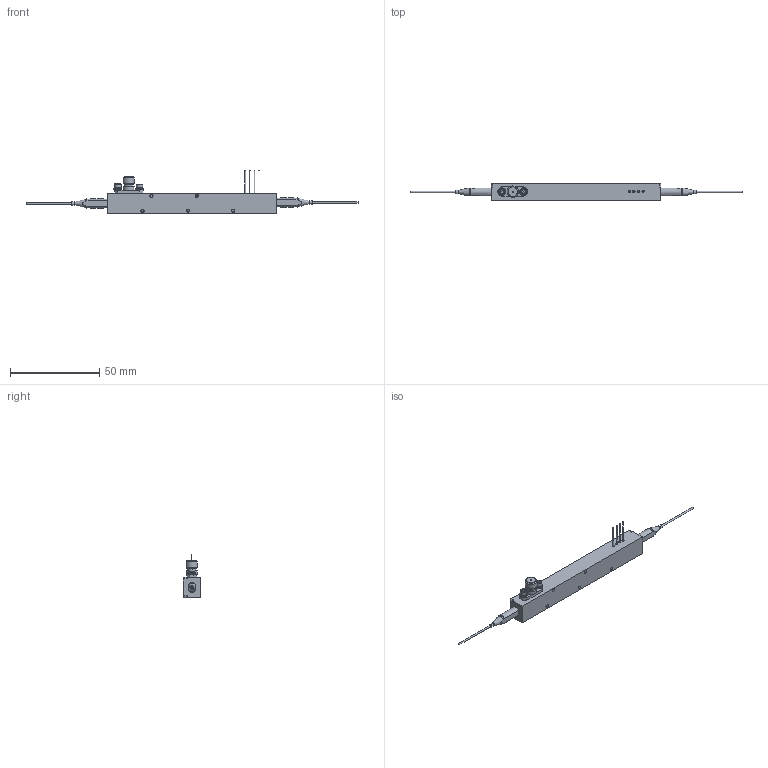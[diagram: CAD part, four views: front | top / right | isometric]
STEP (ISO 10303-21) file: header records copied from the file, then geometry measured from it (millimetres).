
FILE_DESCRIPTION (( 'STEP AP203' ), '1' );
FILE_NAME ('QTN026069-E0W.STEP', '2020-01-22T15:35:56', ( '' ), ( '' ), 'SwSTEP 2.0', 'SolidWorks 2018', '' );
FILE_SCHEMA (( 'CONFIG_CONTROL_DESIGN' ));
Length unit declared in the file: millimetre
Products named in the file (2): QTN026069-E0W
Bounding box: 185.78 x 9.64 x 24.1 mm (x, y, z)
Surface area: 5837.8 mm2 (no closed solid volume)
Topology: 0 solids, 77 shells, 376 faces, 2262 edges, 1951 vertices
Faces by surface type: plane 246, bspline 63, cylinder 34, cone 25, torus 8
Full cylindrical faces by diameter (mm): 0.508 x4, 0.7 x1, 0.9 x2, 1.27 x2, 1.778 x5, 1.8 x2, 2.184 x2, 3.556 x2, 5.3 x2, 6.299 x1, 6.35 x1
Entity records: 31000 total; most frequent: CARTESIAN_POINT 15775, ORIENTED_EDGE 2712, DIRECTION 2280, EDGE_CURVE 2209, VERTEX_POINT 1935, VECTOR 1378, LINE 1378, B_SPLINE_CURVE_WITH_KNOTS 689
